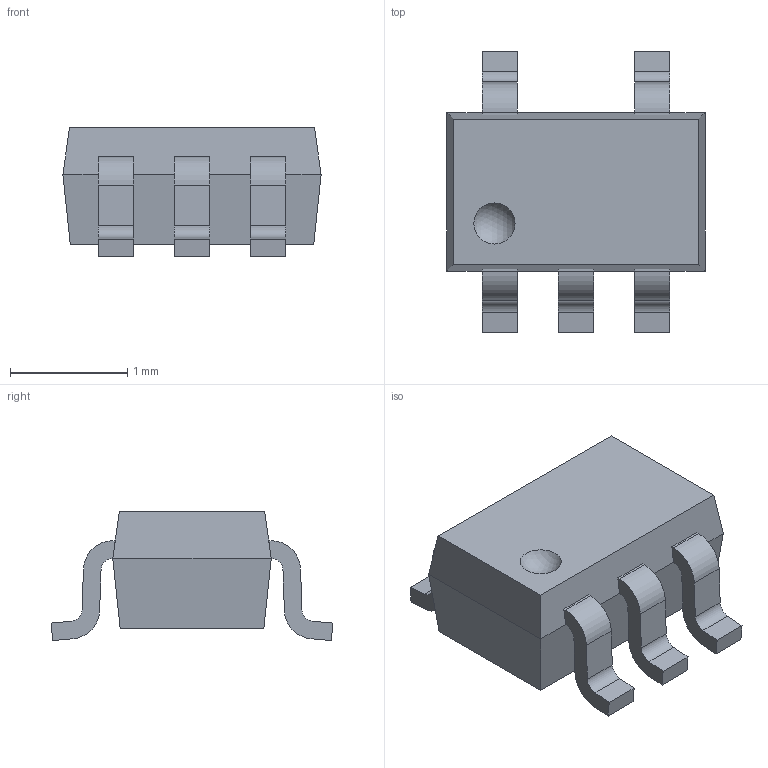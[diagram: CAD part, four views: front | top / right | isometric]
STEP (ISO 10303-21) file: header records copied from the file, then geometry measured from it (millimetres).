
FILE_DESCRIPTION (( 'STEP AP214' ), '1' );
FILE_NAME ('SOT353.STEP', '2012-07-02T20:57:03', ( 'Ryan Rutledge' ), ( 'Pacific Bioscience Laboratories, Inc.' ), 'SwSTEP 2.0', 'SolidWorks 2012', '' );
FILE_SCHEMA (( 'AUTOMOTIVE_DESIGN' ));
Length unit declared in the file: millimetre
Products named in the file (1): SOT353
Bounding box: 2.2 x 2.4 x 1.1 mm (x, y, z)
Volume: 3 mm3; surface area: 16.8 mm2
Topology: 1 solids, 1 shells, 71 faces, 191 edges, 123 vertices
Faces by surface type: plane 50, cylinder 20, sphere 1
Entity records: 2357 total; most frequent: CARTESIAN_POINT 386, ORIENTED_EDGE 382, DIRECTION 376, EDGE_CURVE 191, LINE 150, VECTOR 150, VERTEX_POINT 123, AXIS2_PLACEMENT_3D 113
